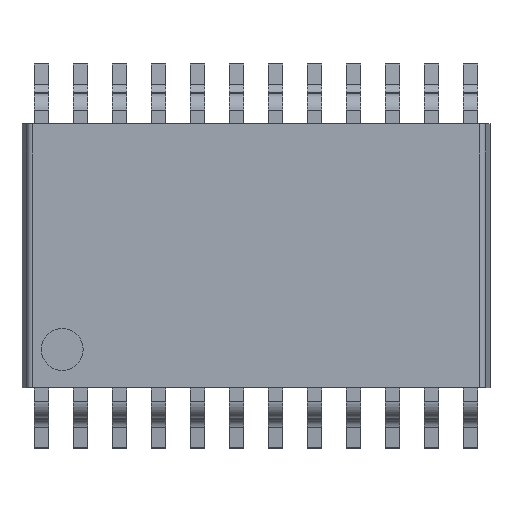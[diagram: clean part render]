
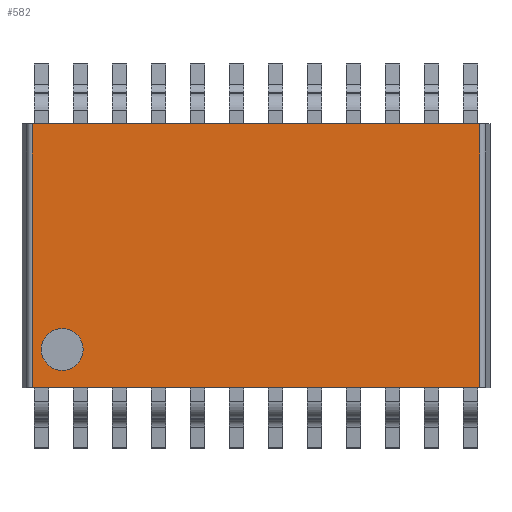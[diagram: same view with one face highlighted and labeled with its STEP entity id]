
A CAD part, top view. The second image highlights one B-rep face of the part: STEP entity #582.
In plain terms, the highlighted planar face has unit normal (0, 0, 1).
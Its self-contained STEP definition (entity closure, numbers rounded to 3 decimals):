
#582=ADVANCED_FACE('',(#1526,#1527),#1528,.T.);
#1526=FACE_BOUND('',#2881,.T.);
#1527=FACE_OUTER_BOUND('',#2882,.T.);
#1528=PLANE('',#2883);
#2881=EDGE_LOOP('',(#4352,#4353));
#2882=EDGE_LOOP('',(#4354,#4355,#4356,#4357));
#2883=AXIS2_PLACEMENT_3D('',#4358,#4359,#4360);
#4352=ORIENTED_EDGE('',*,*,#7866,.T.);
#4353=ORIENTED_EDGE('',*,*,#7764,.T.);
#4354=ORIENTED_EDGE('',*,*,#7906,.T.);
#4355=ORIENTED_EDGE('',*,*,#7907,.F.);
#4356=ORIENTED_EDGE('',*,*,#7908,.T.);
#4357=ORIENTED_EDGE('',*,*,#7903,.T.);
#4358=CARTESIAN_POINT('',(0.,2.2,0.5));
#4359=DIRECTION('',(0.,0.,1.0));
#4360=DIRECTION('',(-1.0,0.,0.));
#7764=EDGE_CURVE('',#9250,#9247,#9251,.T.);
#7866=EDGE_CURVE('',#9247,#9250,#9402,.T.);
#7903=EDGE_CURVE('',#9458,#9456,#9459,.T.);
#7906=EDGE_CURVE('',#9456,#9462,#9463,.T.);
#7907=EDGE_CURVE('',#9464,#9462,#9465,.T.);
#7908=EDGE_CURVE('',#9464,#9458,#9466,.T.);
#9247=VERTEX_POINT('',#11433);
#9250=VERTEX_POINT('',#11437);
#9251=CIRCLE('',#11438,0.35);
#9402=CIRCLE('',#11654,0.35);
#9456=VERTEX_POINT('',#11729);
#9458=VERTEX_POINT('',#11731);
#9459=LINE('',#11732,#11733);
#9462=VERTEX_POINT('',#11736);
#9463=LINE('',#11737,#11738);
#9464=VERTEX_POINT('',#11739);
#9465=LINE('',#11740,#11741);
#9466=LINE('',#11742,#11743);
#11433=CARTESIAN_POINT('',(-2.88,-1.56,0.5));
#11437=CARTESIAN_POINT('',(-3.58,-1.56,0.5));
#11438=AXIS2_PLACEMENT_3D('',#14449,#14450,#14451);
#11654=AXIS2_PLACEMENT_3D('',#14547,#14548,#14549);
#11729=CARTESIAN_POINT('',(-3.728,-2.2,0.5));
#11731=CARTESIAN_POINT('',(-3.728,2.2,0.5));
#11732=CARTESIAN_POINT('',(-3.728,2.2,0.5));
#11733=VECTOR('',#14586,1.0);
#11736=CARTESIAN_POINT('',(3.728,-2.2,0.5));
#11737=CARTESIAN_POINT('',(3.728,-2.2,0.5));
#11738=VECTOR('',#14590,1.0);
#11739=CARTESIAN_POINT('',(3.728,2.2,0.5));
#11740=CARTESIAN_POINT('',(3.728,2.2,0.5));
#11741=VECTOR('',#14591,1.0);
#11742=CARTESIAN_POINT('',(3.728,2.2,0.5));
#11743=VECTOR('',#14592,1.0);
#14449=CARTESIAN_POINT('',(-3.23,-1.56,0.5));
#14450=DIRECTION('',(0.,0.,-1.0));
#14451=DIRECTION('',(1.0,0.,0.));
#14547=CARTESIAN_POINT('',(-3.23,-1.56,0.5));
#14548=DIRECTION('',(0.,0.,-1.0));
#14549=DIRECTION('',(1.0,0.,0.));
#14586=DIRECTION('',(0.0,-1.0,0.));
#14590=DIRECTION('',(1.0,0.,0.));
#14591=DIRECTION('',(0.0,-1.0,0.));
#14592=DIRECTION('',(-1.0,0.,0.));
